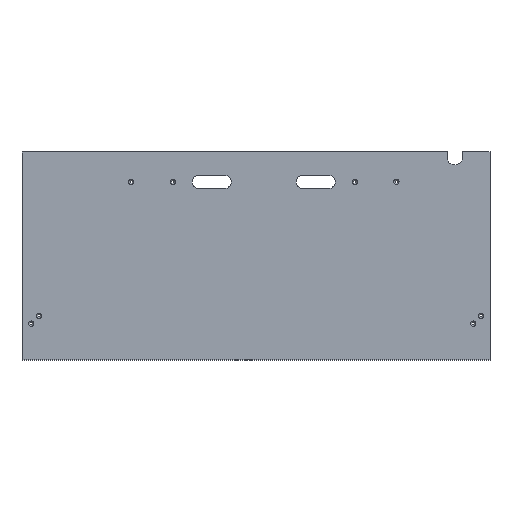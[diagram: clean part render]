
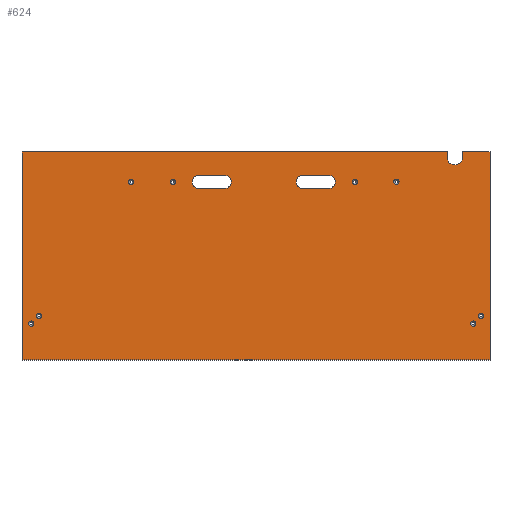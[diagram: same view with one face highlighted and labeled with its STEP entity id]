
A CAD part, top view. The second image highlights one B-rep face of the part: STEP entity #624.
In plain terms, the highlighted planar face has unit normal (0, 0, 1).
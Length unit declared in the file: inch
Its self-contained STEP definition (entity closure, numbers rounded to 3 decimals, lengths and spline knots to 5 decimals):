
#15=PLANE('',#706);
#31=LINE('',#989,#69);
#35=LINE('',#999,#73);
#36=LINE('',#1001,#74);
#37=LINE('',#1003,#75);
#38=LINE('',#1005,#76);
#39=LINE('',#1007,#77);
#40=LINE('',#1008,#78);
#41=LINE('',#1010,#79);
#42=LINE('',#1013,#80);
#43=LINE('',#1015,#81);
#44=LINE('',#1018,#82);
#69=VECTOR('',#827,39.37008);
#73=VECTOR('',#835,39.37008);
#74=VECTOR('',#836,39.37008);
#75=VECTOR('',#837,39.37008);
#76=VECTOR('',#838,39.37008);
#77=VECTOR('',#839,39.37008);
#78=VECTOR('',#840,39.37008);
#79=VECTOR('',#841,39.37008);
#80=VECTOR('',#844,39.37008);
#81=VECTOR('',#845,39.37008);
#82=VECTOR('',#848,39.37008);
#132=FACE_BOUND('',#222,.T.);
#133=FACE_BOUND('',#223,.T.);
#134=FACE_BOUND('',#224,.T.);
#135=FACE_BOUND('',#225,.T.);
#136=FACE_BOUND('',#226,.T.);
#137=FACE_BOUND('',#227,.T.);
#138=FACE_BOUND('',#228,.T.);
#139=FACE_BOUND('',#229,.T.);
#140=FACE_BOUND('',#230,.T.);
#141=FACE_BOUND('',#231,.T.);
#171=FACE_OUTER_BOUND('',#221,.T.);
#221=EDGE_LOOP('',(#462,#463,#464,#465,#466,#467,#468,#469));
#222=EDGE_LOOP('',(#470));
#223=EDGE_LOOP('',(#471));
#224=EDGE_LOOP('',(#472));
#225=EDGE_LOOP('',(#473));
#226=EDGE_LOOP('',(#474));
#227=EDGE_LOOP('',(#475));
#228=EDGE_LOOP('',(#476));
#229=EDGE_LOOP('',(#477));
#230=EDGE_LOOP('',(#478,#479,#480,#481));
#231=EDGE_LOOP('',(#482,#483,#484,#485));
#257=CIRCLE('',#661,0.2535);
#260=CIRCLE('',#666,0.2535);
#263=CIRCLE('',#671,0.2535);
#266=CIRCLE('',#676,0.2535);
#269=CIRCLE('',#681,0.2535);
#272=CIRCLE('',#686,0.2535);
#275=CIRCLE('',#691,0.2535);
#278=CIRCLE('',#696,0.2535);
#281=CIRCLE('',#701,0.625);
#283=CIRCLE('',#704,0.625);
#284=CIRCLE('',#707,0.75);
#285=CIRCLE('',#708,0.625);
#286=CIRCLE('',#709,0.625);
#291=VERTEX_POINT('',#907);
#294=VERTEX_POINT('',#915);
#297=VERTEX_POINT('',#923);
#300=VERTEX_POINT('',#931);
#303=VERTEX_POINT('',#939);
#306=VERTEX_POINT('',#947);
#309=VERTEX_POINT('',#955);
#312=VERTEX_POINT('',#963);
#316=VERTEX_POINT('',#972);
#317=VERTEX_POINT('',#974);
#320=VERTEX_POINT('',#981);
#321=VERTEX_POINT('',#983);
#322=VERTEX_POINT('',#987);
#323=VERTEX_POINT('',#988);
#326=VERTEX_POINT('',#996);
#327=VERTEX_POINT('',#997);
#328=VERTEX_POINT('',#1000);
#329=VERTEX_POINT('',#1002);
#330=VERTEX_POINT('',#1004);
#331=VERTEX_POINT('',#1006);
#332=VERTEX_POINT('',#1009);
#333=VERTEX_POINT('',#1011);
#334=VERTEX_POINT('',#1014);
#335=VERTEX_POINT('',#1016);
#347=EDGE_CURVE('',#291,#291,#257,.T.);
#350=EDGE_CURVE('',#294,#294,#260,.T.);
#353=EDGE_CURVE('',#297,#297,#263,.T.);
#356=EDGE_CURVE('',#300,#300,#266,.T.);
#359=EDGE_CURVE('',#303,#303,#269,.T.);
#362=EDGE_CURVE('',#306,#306,#272,.T.);
#365=EDGE_CURVE('',#309,#309,#275,.T.);
#368=EDGE_CURVE('',#312,#312,#278,.T.);
#372=EDGE_CURVE('',#316,#317,#281,.T.);
#376=EDGE_CURVE('',#320,#321,#283,.T.);
#378=EDGE_CURVE('',#322,#323,#31,.T.);
#382=EDGE_CURVE('',#326,#327,#284,.T.);
#383=EDGE_CURVE('',#322,#326,#35,.T.);
#384=EDGE_CURVE('',#323,#328,#36,.T.);
#385=EDGE_CURVE('',#328,#329,#37,.T.);
#386=EDGE_CURVE('',#329,#330,#38,.T.);
#387=EDGE_CURVE('',#330,#331,#39,.T.);
#388=EDGE_CURVE('',#327,#331,#40,.T.);
#389=EDGE_CURVE('',#332,#316,#41,.T.);
#390=EDGE_CURVE('',#333,#332,#285,.T.);
#391=EDGE_CURVE('',#317,#333,#42,.T.);
#392=EDGE_CURVE('',#334,#320,#43,.T.);
#393=EDGE_CURVE('',#335,#334,#286,.T.);
#394=EDGE_CURVE('',#321,#335,#44,.T.);
#462=ORIENTED_EDGE('',*,*,#382,.F.);
#463=ORIENTED_EDGE('',*,*,#383,.F.);
#464=ORIENTED_EDGE('',*,*,#378,.T.);
#465=ORIENTED_EDGE('',*,*,#384,.T.);
#466=ORIENTED_EDGE('',*,*,#385,.T.);
#467=ORIENTED_EDGE('',*,*,#386,.T.);
#468=ORIENTED_EDGE('',*,*,#387,.T.);
#469=ORIENTED_EDGE('',*,*,#388,.F.);
#470=ORIENTED_EDGE('',*,*,#368,.F.);
#471=ORIENTED_EDGE('',*,*,#365,.F.);
#472=ORIENTED_EDGE('',*,*,#362,.F.);
#473=ORIENTED_EDGE('',*,*,#359,.F.);
#474=ORIENTED_EDGE('',*,*,#353,.F.);
#475=ORIENTED_EDGE('',*,*,#350,.F.);
#476=ORIENTED_EDGE('',*,*,#347,.F.);
#477=ORIENTED_EDGE('',*,*,#356,.F.);
#478=ORIENTED_EDGE('',*,*,#389,.F.);
#479=ORIENTED_EDGE('',*,*,#390,.F.);
#480=ORIENTED_EDGE('',*,*,#391,.F.);
#481=ORIENTED_EDGE('',*,*,#372,.F.);
#482=ORIENTED_EDGE('',*,*,#392,.F.);
#483=ORIENTED_EDGE('',*,*,#393,.F.);
#484=ORIENTED_EDGE('',*,*,#394,.F.);
#485=ORIENTED_EDGE('',*,*,#376,.F.);
#624=ADVANCED_FACE('',(#171,#132,#133,#134,#135,#136,#137,#138,#139,#140,
#141),#15,.F.);
#661=AXIS2_PLACEMENT_3D('',#908,#733,#734);
#666=AXIS2_PLACEMENT_3D('',#916,#743,#744);
#671=AXIS2_PLACEMENT_3D('',#924,#753,#754);
#676=AXIS2_PLACEMENT_3D('',#932,#763,#764);
#681=AXIS2_PLACEMENT_3D('',#940,#773,#774);
#686=AXIS2_PLACEMENT_3D('',#948,#783,#784);
#691=AXIS2_PLACEMENT_3D('',#956,#793,#794);
#696=AXIS2_PLACEMENT_3D('',#964,#803,#804);
#701=AXIS2_PLACEMENT_3D('',#975,#814,#815);
#704=AXIS2_PLACEMENT_3D('',#984,#822,#823);
#706=AXIS2_PLACEMENT_3D('',#995,#831,#832);
#707=AXIS2_PLACEMENT_3D('',#998,#833,#834);
#708=AXIS2_PLACEMENT_3D('',#1012,#842,#843);
#709=AXIS2_PLACEMENT_3D('',#1017,#846,#847);
#733=DIRECTION('center_axis',(0.,0.,1.));
#734=DIRECTION('ref_axis',(1.,0.,0.));
#743=DIRECTION('center_axis',(0.,0.,1.));
#744=DIRECTION('ref_axis',(1.,0.,0.));
#753=DIRECTION('center_axis',(0.,0.,1.));
#754=DIRECTION('ref_axis',(1.,0.,0.));
#763=DIRECTION('center_axis',(0.,0.,1.));
#764=DIRECTION('ref_axis',(1.,0.,0.));
#773=DIRECTION('center_axis',(0.,0.,1.));
#774=DIRECTION('ref_axis',(1.,0.,0.));
#783=DIRECTION('center_axis',(0.,0.,1.));
#784=DIRECTION('ref_axis',(1.,0.,0.));
#793=DIRECTION('center_axis',(0.,0.,1.));
#794=DIRECTION('ref_axis',(1.,0.,0.));
#803=DIRECTION('center_axis',(0.,0.,1.));
#804=DIRECTION('ref_axis',(1.,0.,0.));
#814=DIRECTION('center_axis',(0.,0.,1.));
#815=DIRECTION('ref_axis',(1.,0.,0.));
#822=DIRECTION('center_axis',(0.,0.,1.));
#823=DIRECTION('ref_axis',(1.,0.,0.));
#827=DIRECTION('',(-1.,0.,0.));
#831=DIRECTION('center_axis',(0.,0.,-1.));
#832=DIRECTION('ref_axis',(-1.,0.,0.));
#833=DIRECTION('center_axis',(0.,0.,1.));
#834=DIRECTION('ref_axis',(-1.,0.,0.));
#835=DIRECTION('',(0.,-1.,0.));
#836=DIRECTION('',(0.,-1.,0.));
#837=DIRECTION('',(1.,0.,0.));
#838=DIRECTION('',(0.,1.,0.));
#839=DIRECTION('',(-1.,0.,0.));
#840=DIRECTION('',(0.,1.,0.));
#841=DIRECTION('',(1.,0.,0.));
#842=DIRECTION('center_axis',(0.,0.,1.));
#843=DIRECTION('ref_axis',(1.,0.,0.));
#844=DIRECTION('',(-1.,0.,0.));
#845=DIRECTION('',(1.,0.,0.));
#846=DIRECTION('center_axis',(0.,0.,1.));
#847=DIRECTION('ref_axis',(1.,0.,0.));
#848=DIRECTION('',(-1.,0.,0.));
#907=CARTESIAN_POINT('',(36.2535,17.125,0.25));
#908=CARTESIAN_POINT('Origin',(36.,17.125,0.25));
#915=CARTESIAN_POINT('',(32.2535,17.125,0.25));
#916=CARTESIAN_POINT('Origin',(32.,17.125,0.25));
#923=CARTESIAN_POINT('',(14.7535,17.125,0.25));
#924=CARTESIAN_POINT('Origin',(14.5,17.125,0.25));
#931=CARTESIAN_POINT('',(10.7535,17.125,0.25));
#932=CARTESIAN_POINT('Origin',(10.5,17.125,0.25));
#939=CARTESIAN_POINT('',(44.3785,4.25,0.25));
#940=CARTESIAN_POINT('Origin',(44.125,4.25,0.25));
#947=CARTESIAN_POINT('',(43.6285,3.5,0.25));
#948=CARTESIAN_POINT('Origin',(43.375,3.5,0.25));
#955=CARTESIAN_POINT('',(1.8785,4.25,0.25));
#956=CARTESIAN_POINT('Origin',(1.625,4.25,0.25));
#963=CARTESIAN_POINT('',(1.1285,3.5,0.25));
#964=CARTESIAN_POINT('Origin',(0.875,3.5,0.25));
#972=CARTESIAN_POINT('',(19.5,16.5,0.25));
#974=CARTESIAN_POINT('',(19.5,17.75,0.25));
#975=CARTESIAN_POINT('Origin',(19.5,17.125,0.25));
#981=CARTESIAN_POINT('',(29.5,16.5,0.25));
#983=CARTESIAN_POINT('',(29.5,17.75,0.25));
#984=CARTESIAN_POINT('Origin',(29.5,17.125,0.25));
#987=CARTESIAN_POINT('',(40.875,20.,0.25));
#988=CARTESIAN_POINT('',(0.,20.,0.25));
#989=CARTESIAN_POINT('',(0.,20.,0.25));
#995=CARTESIAN_POINT('Origin',(0.,0.,0.25));
#996=CARTESIAN_POINT('',(40.875,19.5,0.25));
#997=CARTESIAN_POINT('',(42.375,19.5,0.25));
#998=CARTESIAN_POINT('Origin',(41.625,19.5,0.25));
#999=CARTESIAN_POINT('',(40.875,20.,0.25));
#1000=CARTESIAN_POINT('',(0.,0.,0.25));
#1001=CARTESIAN_POINT('',(0.,0.,0.25));
#1002=CARTESIAN_POINT('',(45.,0.,0.25));
#1003=CARTESIAN_POINT('',(0.,0.,0.25));
#1004=CARTESIAN_POINT('',(45.,20.,0.25));
#1005=CARTESIAN_POINT('',(45.,0.,0.25));
#1006=CARTESIAN_POINT('',(42.375,20.,0.25));
#1007=CARTESIAN_POINT('',(0.,20.,0.25));
#1008=CARTESIAN_POINT('',(42.375,20.,0.25));
#1009=CARTESIAN_POINT('',(17.,16.5,0.25));
#1010=CARTESIAN_POINT('',(17.,16.5,0.25));
#1011=CARTESIAN_POINT('',(17.,17.75,0.25));
#1012=CARTESIAN_POINT('Origin',(17.,17.125,0.25));
#1013=CARTESIAN_POINT('',(17.,17.75,0.25));
#1014=CARTESIAN_POINT('',(27.,16.5,0.25));
#1015=CARTESIAN_POINT('',(27.,16.5,0.25));
#1016=CARTESIAN_POINT('',(27.,17.75,0.25));
#1017=CARTESIAN_POINT('Origin',(27.,17.125,0.25));
#1018=CARTESIAN_POINT('',(27.,17.75,0.25));
